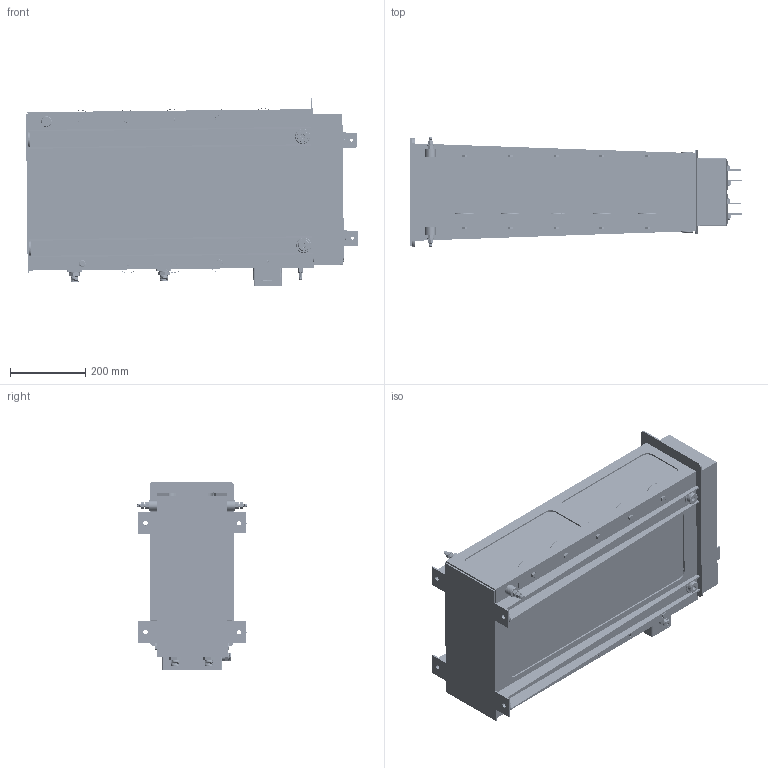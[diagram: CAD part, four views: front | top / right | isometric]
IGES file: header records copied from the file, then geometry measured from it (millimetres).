
Start section: SolidWorks IGES file using analytic representation for surfaces
Global section: file name: ÐÑÌÊ2-À IP21.IGS; native system: SolidWorks 2020; preprocessor: SolidWorks 2020; author: User; date: 240404.213308; units: millimetre
Bounding box: 880.55 x 294 x 500.79 mm (x, y, z)
Surface area: 3867995.3 mm2 (no closed solid volume)
Topology: 0 solids, 0 shells, 9234 faces, 134376 edges, 134224 vertices
Faces by surface type: revolution 4684, bspline 4550
